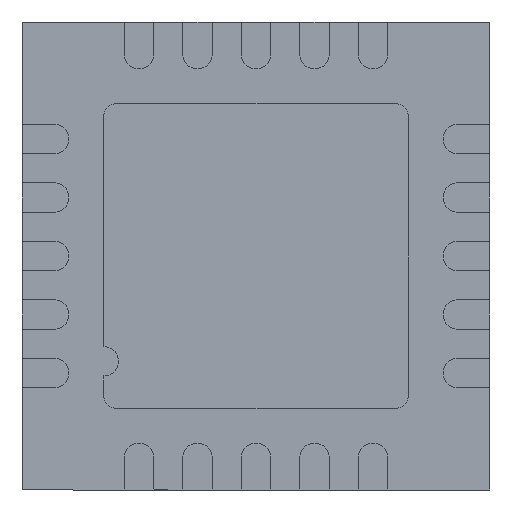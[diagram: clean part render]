
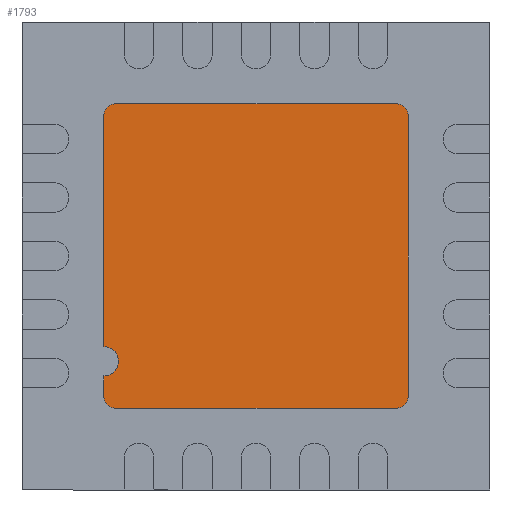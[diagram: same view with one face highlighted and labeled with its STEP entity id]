
A CAD part, front view. The second image highlights one B-rep face of the part: STEP entity #1793.
In plain terms, the highlighted planar face has unit normal (0, -1, 0).
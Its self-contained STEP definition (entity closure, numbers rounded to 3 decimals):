
#38 = VECTOR ( 'NONE', #7879, 1000. ) ;
#62 = LINE ( 'NONE', #6969, #5585 ) ;
#68 = EDGE_CURVE ( 'NONE', #6644, #4937, #8438, .T. ) ;
#306 = AXIS2_PLACEMENT_3D ( 'NONE', #9683, #2107, #6529 ) ;
#324 = CARTESIAN_POINT ( 'NONE',  ( -1.3, 0., -1.025 ) ) ;
#415 = DIRECTION ( 'NONE',  ( 0., 0., -1. ) ) ;
#428 = ORIENTED_EDGE ( 'NONE', *, *, #68, .T. ) ;
#520 = VERTEX_POINT ( 'NONE', #9184 ) ;
#563 = VECTOR ( 'NONE', #803, 1000. ) ;
#575 = EDGE_CURVE ( 'NONE', #7521, #8254, #4714, .T. ) ;
#803 = DIRECTION ( 'NONE',  ( 1., 0., 0. ) ) ;
#1095 = LINE ( 'NONE', #7910, #6025 ) ;
#1101 = CARTESIAN_POINT ( 'NONE',  ( -1.3, 0., 1.2 ) ) ;
#1277 = DIRECTION ( 'NONE',  ( 0., -1., 0. ) ) ;
#1527 = VERTEX_POINT ( 'NONE', #1101 ) ;
#1537 = CARTESIAN_POINT ( 'NONE',  ( 1.3, 0., -1.2 ) ) ;
#1563 = EDGE_LOOP ( 'NONE', ( #4176, #5655, #7968, #2968, #4004, #5850, #6983, #428, #7010, #8282 ) ) ;
#1677 = CARTESIAN_POINT ( 'NONE',  ( -1.2, 0., 1.3 ) ) ;
#1793 = ADVANCED_FACE ( 'NONE', ( #4647 ), #5068, .T. ) ;
#1922 = AXIS2_PLACEMENT_3D ( 'NONE', #6508, #5772, #9636 ) ;
#2005 = DIRECTION ( 'NONE',  ( 0., 0., -1. ) ) ;
#2107 = DIRECTION ( 'NONE',  ( 0., -1., 0. ) ) ;
#2388 = VERTEX_POINT ( 'NONE', #1537 ) ;
#2632 = CARTESIAN_POINT ( 'NONE',  ( 1.3, 0., -1.2 ) ) ;
#2780 = CARTESIAN_POINT ( 'NONE',  ( -1.3, 0., -0.9 ) ) ;
#2852 = VECTOR ( 'NONE', #9196, 1000. ) ;
#2968 = ORIENTED_EDGE ( 'NONE', *, *, #4370, .T. ) ;
#3390 = CIRCLE ( 'NONE', #5727, 0.125 ) ;
#3409 = CARTESIAN_POINT ( 'NONE',  ( 1.2, 0., -1.2 ) ) ;
#3434 = DIRECTION ( 'NONE',  ( 0., 0., 1. ) ) ;
#3756 = CARTESIAN_POINT ( 'NONE',  ( 1.3, 0., 1.2 ) ) ;
#3875 = CIRCLE ( 'NONE', #4584, 0.1 ) ;
#3900 = LINE ( 'NONE', #7040, #2852 ) ;
#4004 = ORIENTED_EDGE ( 'NONE', *, *, #9601, .T. ) ;
#4006 = AXIS2_PLACEMENT_3D ( 'NONE', #6365, #4059, #8496 ) ;
#4038 = LINE ( 'NONE', #2632, #38 ) ;
#4059 = DIRECTION ( 'NONE',  ( 0., -1., 0. ) ) ;
#4166 = CARTESIAN_POINT ( 'NONE',  ( -1.2, 0., 1.2 ) ) ;
#4176 = ORIENTED_EDGE ( 'NONE', *, *, #575, .T. ) ;
#4370 = EDGE_CURVE ( 'NONE', #1527, #520, #62, .T. ) ;
#4584 = AXIS2_PLACEMENT_3D ( 'NONE', #3409, #6444, #3434 ) ;
#4606 = EDGE_CURVE ( 'NONE', #6717, #6644, #8063, .T. ) ;
#4647 = FACE_OUTER_BOUND ( 'NONE', #1563, .T. ) ;
#4714 = CIRCLE ( 'NONE', #4006, 0.1 ) ;
#4937 = VERTEX_POINT ( 'NONE', #6992 ) ;
#5068 = PLANE ( 'NONE',  #306 ) ;
#5429 = EDGE_CURVE ( 'NONE', #2388, #7521, #4038, .T. ) ;
#5542 = EDGE_CURVE ( 'NONE', #7942, #1527, #7794, .T. ) ;
#5585 = VECTOR ( 'NONE', #7826, 1000. ) ;
#5625 = EDGE_CURVE ( 'NONE', #7106, #6717, #1095, .T. ) ;
#5655 = ORIENTED_EDGE ( 'NONE', *, *, #8143, .T. ) ;
#5727 = AXIS2_PLACEMENT_3D ( 'NONE', #2780, #7188, #2005 ) ;
#5772 = DIRECTION ( 'NONE',  ( 0., -1., 0. ) ) ;
#5793 = DIRECTION ( 'NONE',  ( 0., 0., 1. ) ) ;
#5850 = ORIENTED_EDGE ( 'NONE', *, *, #5625, .T. ) ;
#6025 = VECTOR ( 'NONE', #415, 1000. ) ;
#6365 = CARTESIAN_POINT ( 'NONE',  ( 1.2, 0., 1.2 ) ) ;
#6444 = DIRECTION ( 'NONE',  ( 0., -1., 0. ) ) ;
#6508 = CARTESIAN_POINT ( 'NONE',  ( -1.2, 0., -1.2 ) ) ;
#6514 = CARTESIAN_POINT ( 'NONE',  ( -1.3, 0., -1.2 ) ) ;
#6529 = DIRECTION ( 'NONE',  ( 0., 0., -1. ) ) ;
#6644 = VERTEX_POINT ( 'NONE', #7297 ) ;
#6717 = VERTEX_POINT ( 'NONE', #6514 ) ;
#6969 = CARTESIAN_POINT ( 'NONE',  ( -1.3, 0., -0.775 ) ) ;
#6983 = ORIENTED_EDGE ( 'NONE', *, *, #4606, .T. ) ;
#6992 = CARTESIAN_POINT ( 'NONE',  ( 1.2, 0., -1.3 ) ) ;
#7010 = ORIENTED_EDGE ( 'NONE', *, *, #8844, .T. ) ;
#7040 = CARTESIAN_POINT ( 'NONE',  ( 1.2, 0., 1.3 ) ) ;
#7106 = VERTEX_POINT ( 'NONE', #324 ) ;
#7188 = DIRECTION ( 'NONE',  ( 0., 1., 0. ) ) ;
#7297 = CARTESIAN_POINT ( 'NONE',  ( -1.2, 0., -1.3 ) ) ;
#7521 = VERTEX_POINT ( 'NONE', #3756 ) ;
#7794 = CIRCLE ( 'NONE', #8088, 0.1 ) ;
#7826 = DIRECTION ( 'NONE',  ( 0., 0., -1. ) ) ;
#7879 = DIRECTION ( 'NONE',  ( 0., 0., 1. ) ) ;
#7910 = CARTESIAN_POINT ( 'NONE',  ( -1.3, 0., -1.025 ) ) ;
#7942 = VERTEX_POINT ( 'NONE', #1677 ) ;
#7968 = ORIENTED_EDGE ( 'NONE', *, *, #5542, .T. ) ;
#8063 = CIRCLE ( 'NONE', #1922, 0.1 ) ;
#8088 = AXIS2_PLACEMENT_3D ( 'NONE', #4166, #1277, #5793 ) ;
#8143 = EDGE_CURVE ( 'NONE', #8254, #7942, #3900, .T. ) ;
#8254 = VERTEX_POINT ( 'NONE', #8728 ) ;
#8282 = ORIENTED_EDGE ( 'NONE', *, *, #5429, .T. ) ;
#8329 = CARTESIAN_POINT ( 'NONE',  ( 1.2, 0., -1.3 ) ) ;
#8438 = LINE ( 'NONE', #8329, #563 ) ;
#8496 = DIRECTION ( 'NONE',  ( 0., 0., -1. ) ) ;
#8728 = CARTESIAN_POINT ( 'NONE',  ( 1.2, 0., 1.3 ) ) ;
#8844 = EDGE_CURVE ( 'NONE', #4937, #2388, #3875, .T. ) ;
#9184 = CARTESIAN_POINT ( 'NONE',  ( -1.3, 0., -0.775 ) ) ;
#9196 = DIRECTION ( 'NONE',  ( -1., 0., 0. ) ) ;
#9601 = EDGE_CURVE ( 'NONE', #520, #7106, #3390, .T. ) ;
#9636 = DIRECTION ( 'NONE',  ( 0., 0., -1. ) ) ;
#9683 = CARTESIAN_POINT ( 'NONE',  ( 1.2, 0., 1.2 ) ) ;
